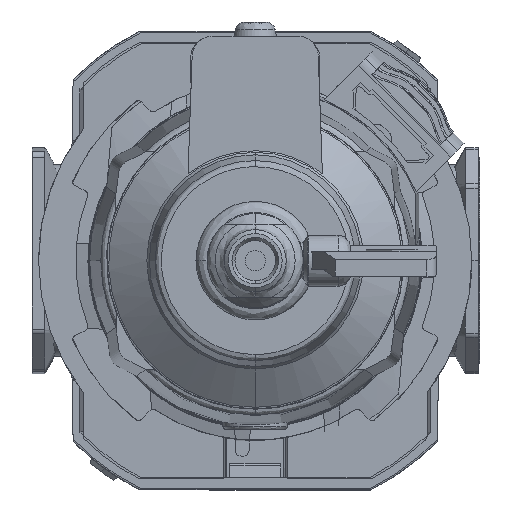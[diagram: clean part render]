
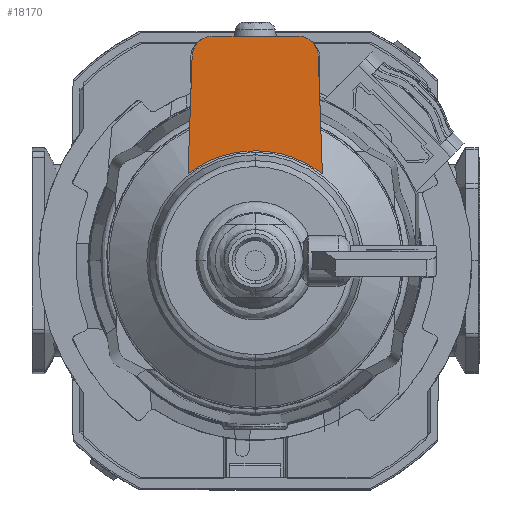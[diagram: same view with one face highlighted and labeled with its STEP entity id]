
A CAD part, front view. The second image highlights one B-rep face of the part: STEP entity #18170.
In plain terms, the highlighted planar face has unit normal (0, -1, 0).
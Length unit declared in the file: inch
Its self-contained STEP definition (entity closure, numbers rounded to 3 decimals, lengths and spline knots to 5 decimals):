
#1615 = VERTEX_POINT ( 'NONE', #31431 ) ;
#1819 = LINE ( 'NONE', #34582, #20527 ) ;
#2738 = CARTESIAN_POINT ( 'NONE',  ( -0.26187, -4.15835, 1.25984 ) ) ;
#3750 = CARTESIAN_POINT ( 'NONE',  ( 0.38975, -4.15835, 1.26431 ) ) ;
#3847 = CARTESIAN_POINT ( 'NONE',  ( -0.41513, -4.15835, 0.53726 ) ) ;
#3865 = LINE ( 'NONE', #19774, #26919 ) ;
#5883 = CARTESIAN_POINT ( 'NONE',  ( 0., -4.15835, 0.67896 ) ) ;
#5933 = EDGE_LOOP ( 'NONE', ( #30845, #27440, #28750, #31986, #9684, #27639, #38765 ) ) ;
#6642 = EDGE_CURVE ( 'NONE', #1615, #9805, #23351, .T. ) ;
#9357 = B_SPLINE_CURVE_WITH_KNOTS ( 'NONE', 3,
 ( #42894, #12520, #26005, #29555, #22683, #5883 ),
 .UNSPECIFIED., .F., .F.,
 ( 4, 2, 4 ),
 ( 0., 0.25, 0.5 ),
 .UNSPECIFIED. ) ;
#9484 = CARTESIAN_POINT ( 'NONE',  ( -0.38917, -4.15835, 1.28067 ) ) ;
#9684 = ORIENTED_EDGE ( 'NONE', *, *, #23480, .F. ) ;
#9708 = CARTESIAN_POINT ( 'NONE',  ( -0.38975, -4.15835, 1.26431 ) ) ;
#9805 = VERTEX_POINT ( 'NONE', #15108 ) ;
#10201 = EDGE_CURVE ( 'NONE', #29925, #11847, #14693, .T. ) ;
#11842 = VERTEX_POINT ( 'NONE', #13477 ) ;
#11847 = VERTEX_POINT ( 'NONE', #3750 ) ;
#12450 = EDGE_CURVE ( 'NONE', #9805, #32819, #3865, .T. ) ;
#12520 = CARTESIAN_POINT ( 'NONE',  ( 0.35623, -4.15835, 0.58278 ) ) ;
#13135 = DIRECTION ( 'NONE',  ( 0., 1., 0. ) ) ;
#13309 = CARTESIAN_POINT ( 'NONE',  ( 0.26187, -4.15835, 1.3878 ) ) ;
#13365 = CARTESIAN_POINT ( 'NONE',  ( -0.14887, -4.15835, 0.66661 ) ) ;
#13477 = CARTESIAN_POINT ( 'NONE',  ( -0.26187, -4.15835, 1.3878 ) ) ;
#13933 = VERTEX_POINT ( 'NONE', #42980 ) ;
#14300 = FACE_OUTER_BOUND ( 'NONE', #5933, .T. ) ;
#14693 = B_SPLINE_CURVE_WITH_KNOTS ( 'NONE', 3,
 ( #13309, #29899, #36366, #15969, #23255, #19921, #26138, #29471, #26585, #16616 ),
 .UNSPECIFIED., .F., .F.,
 ( 4, 2, 2, 2, 4 ),
 ( 0., 0.25, 0.5, 0.75, 1. ),
 .UNSPECIFIED. ) ;
#15108 = CARTESIAN_POINT ( 'NONE',  ( -0.41513, -4.15835, 0.53726 ) ) ;
#15677 = CARTESIAN_POINT ( 'NONE',  ( -0.3721, -4.15835, 1.32685 ) ) ;
#15969 = CARTESIAN_POINT ( 'NONE',  ( 0.32499, -4.15835, 1.37234 ) ) ;
#16572 = EDGE_CURVE ( 'NONE', #13933, #1615, #9357, .T. ) ;
#16616 = CARTESIAN_POINT ( 'NONE',  ( 0.38975, -4.15835, 1.26431 ) ) ;
#17522 = CARTESIAN_POINT ( 'NONE',  ( -0.28978, -4.15835, 0.61851 ) ) ;
#18170 = ADVANCED_FACE ( 'NONE', ( #14300 ), #38215, .F. ) ;
#18982 = CARTESIAN_POINT ( 'NONE',  ( -0.33897, -4.15835, 1.36326 ) ) ;
#19774 = CARTESIAN_POINT ( 'NONE',  ( -0.4198, -4.15835, 0.40354 ) ) ;
#19921 = CARTESIAN_POINT ( 'NONE',  ( 0.36253, -4.15835, 1.34051 ) ) ;
#20401 = CARTESIAN_POINT ( 'NONE',  ( -0.35623, -4.15835, 0.58278 ) ) ;
#20527 = VECTOR ( 'NONE', #28596, 39.37008 ) ;
#20674 = VECTOR ( 'NONE', #35311, 39.37008 ) ;
#22118 = AXIS2_PLACEMENT_3D ( 'NONE', #2738, #13135, #36619 ) ;
#22683 = CARTESIAN_POINT ( 'NONE',  ( 0.07444, -4.15835, 0.67896 ) ) ;
#22832 = CARTESIAN_POINT ( 'NONE',  ( -0.26187, -4.15835, 1.3878 ) ) ;
#22973 = CARTESIAN_POINT ( 'NONE',  ( -0.38542, -4.15835, 1.29692 ) ) ;
#23255 = CARTESIAN_POINT ( 'NONE',  ( 0.33897, -4.15835, 1.36326 ) ) ;
#23351 = B_SPLINE_CURVE_WITH_KNOTS ( 'NONE', 3,
 ( #30387, #33504, #13365, #17522, #20401, #3847 ),
 .UNSPECIFIED., .F., .F.,
 ( 4, 2, 4 ),
 ( 0.5, 0.75, 1. ),
 .UNSPECIFIED. ) ;
#23480 = EDGE_CURVE ( 'NONE', #32819, #11842, #39507, .T. ) ;
#26005 = CARTESIAN_POINT ( 'NONE',  ( 0.28978, -4.15835, 0.61851 ) ) ;
#26138 = CARTESIAN_POINT ( 'NONE',  ( 0.3721, -4.15835, 1.32685 ) ) ;
#26585 = CARTESIAN_POINT ( 'NONE',  ( 0.38917, -4.15835, 1.28067 ) ) ;
#26919 = VECTOR ( 'NONE', #43735, 39.37008 ) ;
#27440 = ORIENTED_EDGE ( 'NONE', *, *, #32813, .F. ) ;
#27639 = ORIENTED_EDGE ( 'NONE', *, *, #12450, .F. ) ;
#28596 = DIRECTION ( 'NONE',  ( 0.035, 0., -0.999 ) ) ;
#28750 = ORIENTED_EDGE ( 'NONE', *, *, #10201, .F. ) ;
#29471 = CARTESIAN_POINT ( 'NONE',  ( 0.38542, -4.15835, 1.29692 ) ) ;
#29555 = CARTESIAN_POINT ( 'NONE',  ( 0.14887, -4.15835, 0.66661 ) ) ;
#29623 = CARTESIAN_POINT ( 'NONE',  ( -0.29462, -4.15835, 1.38461 ) ) ;
#29899 = CARTESIAN_POINT ( 'NONE',  ( 0.27825, -4.15835, 1.3878 ) ) ;
#29925 = VERTEX_POINT ( 'NONE', #36210 ) ;
#30387 = CARTESIAN_POINT ( 'NONE',  ( 0., -4.15835, 0.67896 ) ) ;
#30845 = ORIENTED_EDGE ( 'NONE', *, *, #16572, .F. ) ;
#31431 = CARTESIAN_POINT ( 'NONE',  ( 0., -4.15835, 0.67896 ) ) ;
#31986 = ORIENTED_EDGE ( 'NONE', *, *, #40865, .F. ) ;
#32491 = CARTESIAN_POINT ( 'NONE',  ( -0.32499, -4.15835, 1.37234 ) ) ;
#32795 = LINE ( 'NONE', #22832, #20674 ) ;
#32813 = EDGE_CURVE ( 'NONE', #11847, #13933, #1819, .T. ) ;
#32819 = VERTEX_POINT ( 'NONE', #41464 ) ;
#33504 = CARTESIAN_POINT ( 'NONE',  ( -0.07444, -4.15835, 0.67896 ) ) ;
#34582 = CARTESIAN_POINT ( 'NONE',  ( 0.38975, -4.15835, 1.26431 ) ) ;
#35311 = DIRECTION ( 'NONE',  ( 1., 0., 0. ) ) ;
#36073 = CARTESIAN_POINT ( 'NONE',  ( -0.26187, -4.15835, 1.3878 ) ) ;
#36210 = CARTESIAN_POINT ( 'NONE',  ( 0.26187, -4.15835, 1.3878 ) ) ;
#36299 = CARTESIAN_POINT ( 'NONE',  ( -0.27825, -4.15835, 1.3878 ) ) ;
#36366 = CARTESIAN_POINT ( 'NONE',  ( 0.29462, -4.15835, 1.38461 ) ) ;
#36619 = DIRECTION ( 'NONE',  ( 0., 0., 1. ) ) ;
#38215 = PLANE ( 'NONE',  #22118 ) ;
#38765 = ORIENTED_EDGE ( 'NONE', *, *, #6642, .F. ) ;
#39507 = B_SPLINE_CURVE_WITH_KNOTS ( 'NONE', 3,
 ( #9708, #9484, #22973, #15677, #43386, #18982, #32491, #29623, #36299, #36073 ),
 .UNSPECIFIED., .F., .F.,
 ( 4, 2, 2, 2, 4 ),
 ( 0., 0.25, 0.5, 0.75, 1. ),
 .UNSPECIFIED. ) ;
#40865 = EDGE_CURVE ( 'NONE', #11842, #29925, #32795, .T. ) ;
#41464 = CARTESIAN_POINT ( 'NONE',  ( -0.38975, -4.15835, 1.26431 ) ) ;
#42894 = CARTESIAN_POINT ( 'NONE',  ( 0.41513, -4.15835, 0.53726 ) ) ;
#42980 = CARTESIAN_POINT ( 'NONE',  ( 0.41513, -4.15835, 0.53726 ) ) ;
#43386 = CARTESIAN_POINT ( 'NONE',  ( -0.36253, -4.15835, 1.34051 ) ) ;
#43735 = DIRECTION ( 'NONE',  ( 0.035, 0., 0.999 ) ) ;
